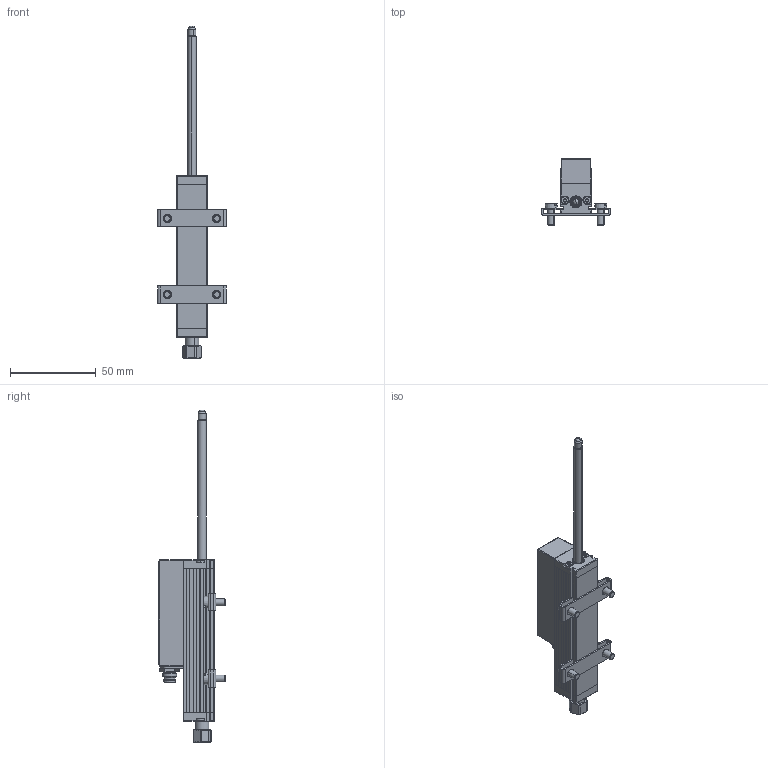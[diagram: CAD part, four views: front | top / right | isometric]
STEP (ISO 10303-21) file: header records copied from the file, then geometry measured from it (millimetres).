
FILE_DESCRIPTION (( 'STEP AP214' ), '1' );
FILE_NAME ('TE1-0050-102-411-101_ausgefahren.STEP', '2014-02-19T07:34:11', ( 'dummy' ), ( 'Hewlett-Packard Company' ), 'SwSTEP 2.0', 'SolidWorks 2013', '' );
FILE_SCHEMA (( 'AUTOMOTIVE_DESIGN' ));
Length unit declared in the file: millimetre
Products named in the file (1): TE1-0050-102-411-101_ausgefahren
Bounding box: 40.19 x 38.85 x 193.6 mm (x, y, z)
Surface area: 19967.8 mm2 (no closed solid volume)
Topology: 0 solids, 30 shells, 557 faces, 1708 edges, 1114 vertices
Faces by surface type: plane 238, cylinder 216, cone 45, torus 37, sphere 16, bspline 5
Entity records: 25270 total; most frequent: CARTESIAN_POINT 3986, DIRECTION 3428, ORIENTED_EDGE 2700, EDGE_CURVE 1698, AXIS2_PLACEMENT_3D 1250, VERTEX_POINT 1114, LINE 928, VECTOR 928
